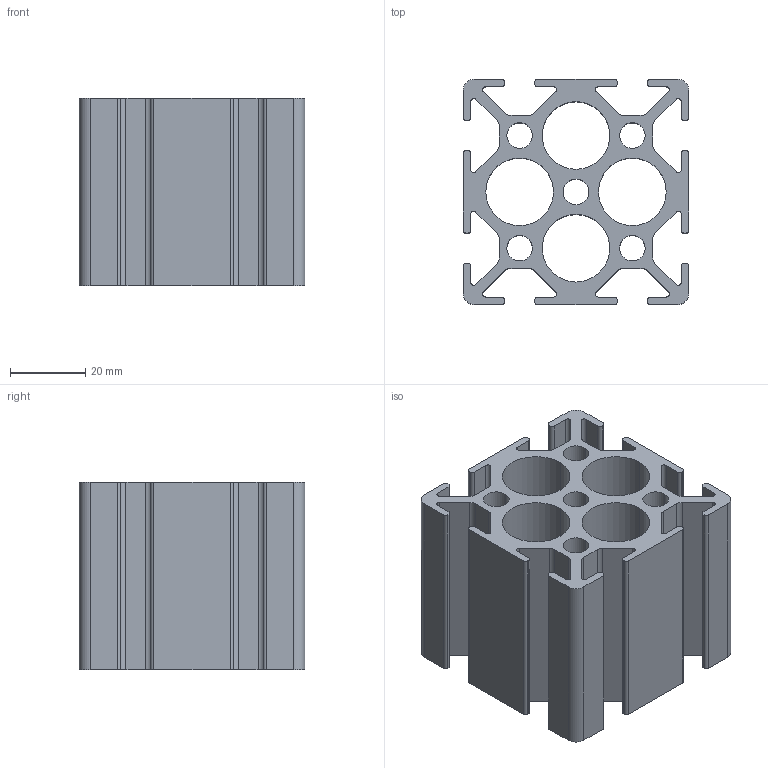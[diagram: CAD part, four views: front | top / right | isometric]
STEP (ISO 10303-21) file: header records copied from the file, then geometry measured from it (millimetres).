
FILE_DESCRIPTION (( 'STEP AP214' ), '1' );
FILE_NAME ('BASE08H0022-Profilé 8 60x60.step', '2023-03-24T09:51:12', ( 'Altae' ), ( '' ), 'SwSTEP 2.0', 'SolidWorks 2021', '' );
FILE_SCHEMA (( 'AUTOMOTIVE_DESIGN' ));
Length unit declared in the file: millimetre
Products named in the file (1): BASE08H0022-Profilé 8 60x60
Bounding box: 60 x 60 x 50 mm (x, y, z)
Volume: 69946.7 mm3; surface area: 44308.7 mm2
Topology: 1 solids, 1 shells, 160 faces, 474 edges, 316 vertices
Faces by surface type: cylinder 90, plane 70
Entity records: 5488 total; most frequent: DIRECTION 976, CARTESIAN_POINT 951, ORIENTED_EDGE 948, EDGE_CURVE 474, AXIS2_PLACEMENT_3D 341, VERTEX_POINT 316, LINE 294, VECTOR 294
